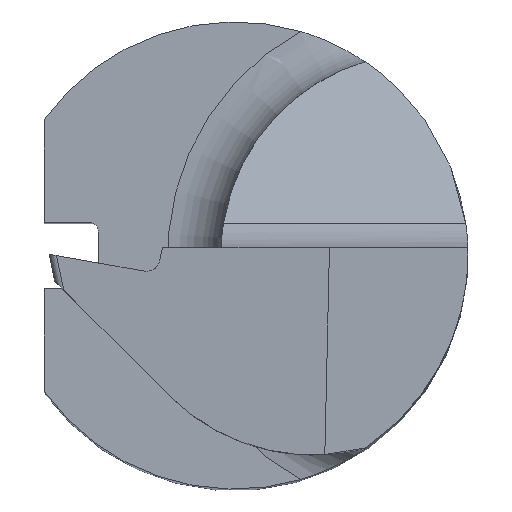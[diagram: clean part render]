
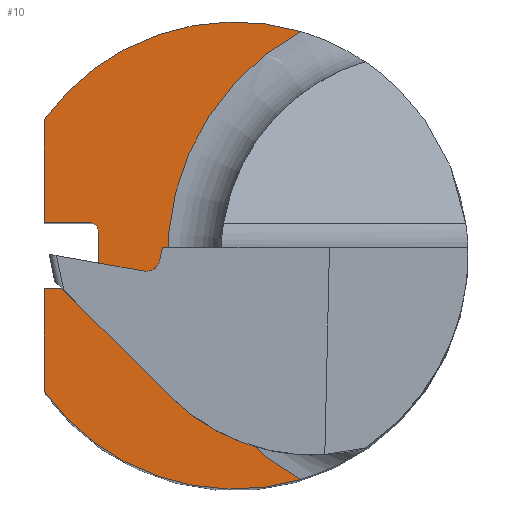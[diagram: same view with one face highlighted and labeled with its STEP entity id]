
A CAD part, top view. The second image highlights one B-rep face of the part: STEP entity #10.
In plain terms, the highlighted planar face has unit normal (0, 0, 1).
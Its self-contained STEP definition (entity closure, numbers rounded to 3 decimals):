
#10 = ADVANCED_FACE ( 'NONE', ( #874 ), #428, .T. ) ;
#11 = CARTESIAN_POINT ( 'NONE',  ( -2.038, -0.362, 14.76 ) ) ;
#27 = CARTESIAN_POINT ( 'NONE',  ( -2.046, -0.401, 14.76 ) ) ;
#33 = LINE ( 'NONE', #935, #293 ) ;
#39 = CARTESIAN_POINT ( 'NONE',  ( -2.117, 0.482, 14.76 ) ) ;
#48 = EDGE_CURVE ( 'NONE', #197, #1002, #417, .T. ) ;
#55 = CIRCLE ( 'NONE', #206, 3.827 ) ;
#86 = CARTESIAN_POINT ( 'NONE',  ( -2.089, 0.463, 14.76 ) ) ;
#91 = CARTESIAN_POINT ( 'NONE',  ( -2.85, 2.032, 14.76 ) ) ;
#92 = CARTESIAN_POINT ( 'NONE',  ( -2.177, -0.5, 14.76 ) ) ;
#125 = ORIENTED_EDGE ( 'NONE', *, *, #1019, .F. ) ;
#132 = VERTEX_POINT ( 'NONE', #368 ) ;
#152 = AXIS2_PLACEMENT_3D ( 'NONE', #779, #1036, #237 ) ;
#157 = CARTESIAN_POINT ( 'NONE',  ( -2.183, -0.5, 14.76 ) ) ;
#166 = CARTESIAN_POINT ( 'NONE',  ( -2.85, 2.032, 14.76 ) ) ;
#168 = VERTEX_POINT ( 'NONE', #1016 ) ;
#169 = EDGE_CURVE ( 'NONE', #989, #132, #878, .T. ) ;
#175 = CARTESIAN_POINT ( 'NONE',  ( -2.066, 0.439, 14.76 ) ) ;
#183 = CARTESIAN_POINT ( 'NONE',  ( -64.45, -0.5, 14.76 ) ) ;
#195 = LINE ( 'NONE', #166, #329 ) ;
#196 = CARTESIAN_POINT ( 'NONE',  ( -2.053, -0.417, 14.76 ) ) ;
#197 = VERTEX_POINT ( 'NONE', #1119 ) ;
#202 = VERTEX_POINT ( 'NONE', #820 ) ;
#203 = CARTESIAN_POINT ( 'NONE',  ( -2.04, 0.377, 14.76 ) ) ;
#206 = AXIS2_PLACEMENT_3D ( 'NONE', #327, #493, #592 ) ;
#217 = CARTESIAN_POINT ( 'NONE',  ( 0., 0., 14.76 ) ) ;
#226 = CARTESIAN_POINT ( 'NONE',  ( -2.132, 0.49, 14.76 ) ) ;
#230 = DIRECTION ( 'NONE',  ( -1., 0., 0. ) ) ;
#237 = DIRECTION ( 'NONE',  ( -1., 0., 0. ) ) ;
#241 = CARTESIAN_POINT ( 'NONE',  ( -2.094, -0.467, 14.76 ) ) ;
#274 = CARTESIAN_POINT ( 'NONE',  ( -2.123, -0.485, 14.76 ) ) ;
#291 = CARTESIAN_POINT ( 'NONE',  ( -2.044, 0.393, 14.76 ) ) ;
#293 = VECTOR ( 'NONE', #671, 1000. ) ;
#304 = CARTESIAN_POINT ( 'NONE',  ( -2.189, 0.5, 14.76 ) ) ;
#314 = ORIENTED_EDGE ( 'NONE', *, *, #583, .F. ) ;
#327 = CARTESIAN_POINT ( 'NONE',  ( 2.827, 0., 14.76 ) ) ;
#329 = VECTOR ( 'NONE', #711, 1000. ) ;
#330 = EDGE_CURVE ( 'NONE', #197, #202, #337, .T. ) ;
#337 = B_SPLINE_CURVE_WITH_KNOTS ( 'NONE', 3,
 ( #804, #157, #92, #352, #853, #896, #274, #1042, #241, #432, #628, #798, #969, #196, #27, #712, #596, #11, #947 ),
 .UNSPECIFIED., .F., .F.,
 ( 4, 3, 3, 3, 3, 3, 4 ),
 ( 0.001, 0.001, 0.001, 0.001, 0.001, 0.001, 0.001 ),
 .UNSPECIFIED. ) ;
#350 = CARTESIAN_POINT ( 'NONE',  ( -2.85, -0.5, 14.76 ) ) ;
#352 = CARTESIAN_POINT ( 'NONE',  ( -2.171, -0.499, 14.76 ) ) ;
#368 = CARTESIAN_POINT ( 'NONE',  ( 0.99, 3.357, 14.76 ) ) ;
#371 = CARTESIAN_POINT ( 'NONE',  ( -2.039, 0.357, 14.76 ) ) ;
#378 = DIRECTION ( 'NONE',  ( 0., 0., -1. ) ) ;
#417 = LINE ( 'NONE', #183, #786 ) ;
#428 = PLANE ( 'NONE',  #152 ) ;
#432 = CARTESIAN_POINT ( 'NONE',  ( -2.082, -0.456, 14.76 ) ) ;
#437 = DIRECTION ( 'NONE',  ( -1., 0., 0. ) ) ;
#464 = CARTESIAN_POINT ( 'NONE',  ( 0., 0., 14.76 ) ) ;
#471 = EDGE_CURVE ( 'NONE', #1122, #717, #661, .T. ) ;
#479 = ORIENTED_EDGE ( 'NONE', *, *, #513, .F. ) ;
#493 = DIRECTION ( 'NONE',  ( 0., 0., 1. ) ) ;
#502 = ORIENTED_EDGE ( 'NONE', *, *, #48, .T. ) ;
#510 = B_SPLINE_CURVE_WITH_KNOTS ( 'NONE', 3,
 ( #960, #516, #371, #993, #203, #291, #963, #1149, #175, #873, #86, #1065, #39, #226, #1114, #559, #927, #753, #304 ),
 .UNSPECIFIED., .F., .F.,
 ( 4, 3, 3, 3, 3, 3, 4 ),
 ( 0.001, 0.001, 0.001, 0.001, 0.001, 0.001, 0.001 ),
 .UNSPECIFIED. ) ;
#513 = EDGE_CURVE ( 'NONE', #717, #1002, #33, .T. ) ;
#516 = CARTESIAN_POINT ( 'NONE',  ( -2.038, 0.353, 14.76 ) ) ;
#559 = CARTESIAN_POINT ( 'NONE',  ( -2.165, 0.498, 14.76 ) ) ;
#583 = EDGE_CURVE ( 'NONE', #132, #1122, #55, .T. ) ;
#592 = DIRECTION ( 'NONE',  ( -1., 0., 0. ) ) ;
#596 = CARTESIAN_POINT ( 'NONE',  ( -2.04, -0.373, 14.76 ) ) ;
#626 = ORIENTED_EDGE ( 'NONE', *, *, #1040, .F. ) ;
#628 = CARTESIAN_POINT ( 'NONE',  ( -2.074, -0.448, 14.76 ) ) ;
#661 = CIRCLE ( 'NONE', #921, 3.5 ) ;
#671 = DIRECTION ( 'NONE',  ( 0., 1., 0. ) ) ;
#698 = CARTESIAN_POINT ( 'NONE',  ( -2.85, 0.5, 14.76 ) ) ;
#711 = DIRECTION ( 'NONE',  ( 0., 1., 0. ) ) ;
#712 = CARTESIAN_POINT ( 'NONE',  ( -2.042, -0.384, 14.76 ) ) ;
#717 = VERTEX_POINT ( 'NONE', #719 ) ;
#719 = CARTESIAN_POINT ( 'NONE',  ( -2.85, -2.032, 14.76 ) ) ;
#732 = DIRECTION ( 'NONE',  ( -1., 0., 0. ) ) ;
#734 = CARTESIAN_POINT ( 'NONE',  ( 0.99, -3.357, 14.76 ) ) ;
#739 = ORIENTED_EDGE ( 'NONE', *, *, #1013, .F. ) ;
#753 = CARTESIAN_POINT ( 'NONE',  ( -2.181, 0.5, 14.76 ) ) ;
#773 = CARTESIAN_POINT ( 'NONE',  ( -2.038, 0.5, 14.76 ) ) ;
#775 = DIRECTION ( 'NONE',  ( 0., -1., 0. ) ) ;
#779 = CARTESIAN_POINT ( 'NONE',  ( 0.325, -0.054, 14.76 ) ) ;
#786 = VECTOR ( 'NONE', #882, 1000. ) ;
#795 = ORIENTED_EDGE ( 'NONE', *, *, #471, .F. ) ;
#798 = CARTESIAN_POINT ( 'NONE',  ( -2.068, -0.44, 14.76 ) ) ;
#804 = CARTESIAN_POINT ( 'NONE',  ( -2.189, -0.5, 14.76 ) ) ;
#816 = EDGE_LOOP ( 'NONE', ( #875, #125, #739, #626, #818, #842, #502, #479, #795, #314 ) ) ;
#818 = ORIENTED_EDGE ( 'NONE', *, *, #949, .T. ) ;
#820 = CARTESIAN_POINT ( 'NONE',  ( -2.038, -0.35, 14.76 ) ) ;
#822 = VECTOR ( 'NONE', #437, 1000. ) ;
#842 = ORIENTED_EDGE ( 'NONE', *, *, #330, .F. ) ;
#853 = CARTESIAN_POINT ( 'NONE',  ( -2.155, -0.497, 14.76 ) ) ;
#865 = VERTEX_POINT ( 'NONE', #973 ) ;
#873 = CARTESIAN_POINT ( 'NONE',  ( -2.078, 0.451, 14.76 ) ) ;
#874 = FACE_OUTER_BOUND ( 'NONE', #816, .T. ) ;
#875 = ORIENTED_EDGE ( 'NONE', *, *, #169, .F. ) ;
#878 = CIRCLE ( 'NONE', #976, 3.5 ) ;
#882 = DIRECTION ( 'NONE',  ( -1., 0., 0. ) ) ;
#883 = VECTOR ( 'NONE', #775, 1000. ) ;
#887 = CARTESIAN_POINT ( 'NONE',  ( -64.45, 0.5, 14.76 ) ) ;
#896 = CARTESIAN_POINT ( 'NONE',  ( -2.138, -0.492, 14.76 ) ) ;
#917 = DIRECTION ( 'NONE',  ( 0., 0., -1. ) ) ;
#921 = AXIS2_PLACEMENT_3D ( 'NONE', #217, #917, #732 ) ;
#927 = CARTESIAN_POINT ( 'NONE',  ( -2.173, 0.499, 14.76 ) ) ;
#932 = VERTEX_POINT ( 'NONE', #698 ) ;
#935 = CARTESIAN_POINT ( 'NONE',  ( -2.85, 2.032, 14.76 ) ) ;
#947 = CARTESIAN_POINT ( 'NONE',  ( -2.038, -0.35, 14.76 ) ) ;
#949 = EDGE_CURVE ( 'NONE', #168, #202, #968, .T. ) ;
#960 = CARTESIAN_POINT ( 'NONE',  ( -2.038, 0.35, 14.76 ) ) ;
#963 = CARTESIAN_POINT ( 'NONE',  ( -2.05, 0.409, 14.76 ) ) ;
#968 = LINE ( 'NONE', #773, #883 ) ;
#969 = CARTESIAN_POINT ( 'NONE',  ( -2.062, -0.431, 14.76 ) ) ;
#973 = CARTESIAN_POINT ( 'NONE',  ( -2.189, 0.5, 14.76 ) ) ;
#974 = LINE ( 'NONE', #887, #822 ) ;
#976 = AXIS2_PLACEMENT_3D ( 'NONE', #464, #378, #230 ) ;
#989 = VERTEX_POINT ( 'NONE', #91 ) ;
#993 = CARTESIAN_POINT ( 'NONE',  ( -2.039, 0.36, 14.76 ) ) ;
#1002 = VERTEX_POINT ( 'NONE', #350 ) ;
#1013 = EDGE_CURVE ( 'NONE', #865, #932, #974, .T. ) ;
#1016 = CARTESIAN_POINT ( 'NONE',  ( -2.038, 0.35, 14.76 ) ) ;
#1019 = EDGE_CURVE ( 'NONE', #932, #989, #195, .T. ) ;
#1036 = DIRECTION ( 'NONE',  ( 0., 0., 1. ) ) ;
#1040 = EDGE_CURVE ( 'NONE', #168, #865, #510, .T. ) ;
#1042 = CARTESIAN_POINT ( 'NONE',  ( -2.108, -0.478, 14.76 ) ) ;
#1065 = CARTESIAN_POINT ( 'NONE',  ( -2.103, 0.474, 14.76 ) ) ;
#1114 = CARTESIAN_POINT ( 'NONE',  ( -2.149, 0.496, 14.76 ) ) ;
#1119 = CARTESIAN_POINT ( 'NONE',  ( -2.189, -0.5, 14.76 ) ) ;
#1122 = VERTEX_POINT ( 'NONE', #734 ) ;
#1149 = CARTESIAN_POINT ( 'NONE',  ( -2.057, 0.424, 14.76 ) ) ;
